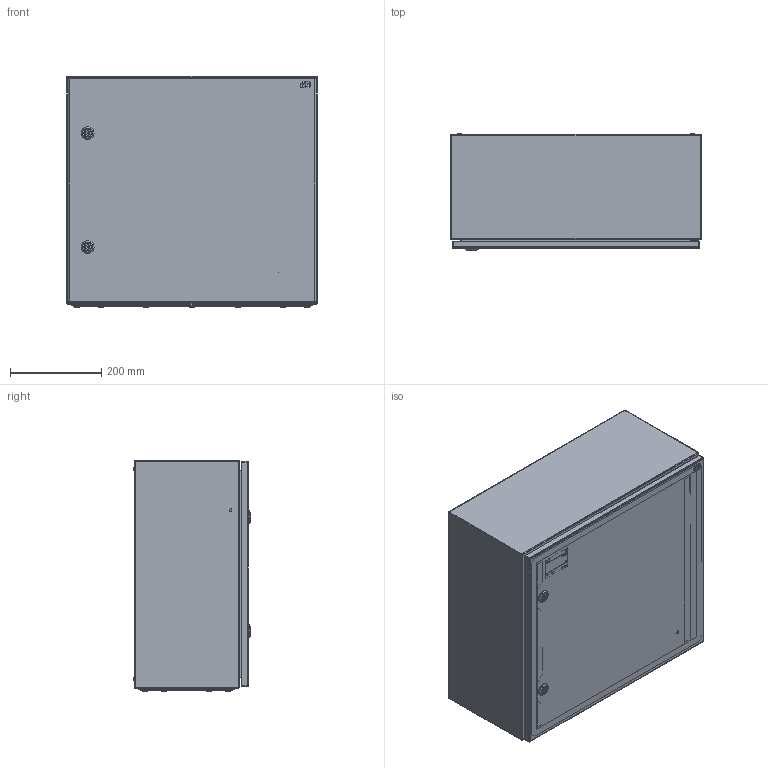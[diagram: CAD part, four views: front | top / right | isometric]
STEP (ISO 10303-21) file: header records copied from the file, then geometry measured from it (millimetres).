
FILE_DESCRIPTION((''),'2;1');
FILE_NAME('GT_50_55_25_ASM','2021-11-04T',('marketing.praksa'),('Audax d.o.o.'),'CREO PARAMETRIC BY PTC INC, 2017480','CREO PARAMETRIC BY PTC INC, 2017480','');
FILE_SCHEMA(('AUTOMOTIVE_DESIGN { 1 0 10303 214 1 1 1 1 }'));
Products named in the file (49): KOR_GT_50-55-25_1; PRZEPUST_1_2_3_4_5_1; ZAWIAS_1_2_3_4_5_1; TULEJA_1_2_3_4_5_1; PLYTA_1_2_3_4_5_1; NAKRETKA_M8_1_2_3_4_5_1; ZASLEPKA_10_7_1_2_3_4_5_1; DRZWI_1_2_3_4_5_6_7_8_9_10_1_1; DRZWI_1_2_3_4_5_6_7_8_9_10_2_1; ZAWIAS_3_ST47_002_ELEMENT-45304; ZAWIAS_3_ST47_002_ELEMENT-45305; DRZWI_1_2_3_4_5_6_7_8_9_10_3_1; DRZWI_1_2_3_4_5_6_7_8_9_10_4_1; DRZWI_1_2_3_4_5_6_7_8_9_10_5_1; 1_EB_1000-U6_H__KORPUS-45309_1; 1_EB_1000-U6_H__WK_ADKA-45310_1; 1_EB_1000-U6_H__SRUBA-45311_1; DRZWI_1_2_3_4_5_6_7_8_9_10_6_1; 1_EB_1000-U6_H__NAKR_TKA-45313_; DRZWI_1_2_3_4_5_6_7_8_9_10_7_1; 1_EB_1000-U6_H__KORPUS-45315_1; 1_EB_1000-U6_H__WK_ADKA-45316_1; 1_EB_1000-U6_H__SRUBA-45317_1; DRZWI_1_2_3_4_5_6_7_8_9_10_8_1; 1_EB_1000-U6_H__NAKR_TKA-45319_; DRZWI_1_2_3_4_5_6_7_8_9_10_9_1; DRZWI_1_2_3_4_5_6_7_8_9_10_10_1; DRZWI_1_2_3_4_5_6_7_8_9_10_11_1; ANSI_B27_7M_3CMI-4-45323_1; ANSI_B27_7M_3CMI-4-45324_1; DRZWI_1_2_3_4_5_6_7_8_9_10_13_1; ETI_LOGO_1_1_1_1_1_2_3_4_5_6_1; ETI_LOGO_2_1_1_1_1_2_3_4_5_6_1; ETI_LOGO_3_1_1_1_1_2_3_4_5_6_1; SCREWS_50-55-25_1_1; SCREWS_50-55-25_1_2; SCREWS_50-55-25_1_3; SCREWS_50-55-25_1_4; SCREWS_50-55-25_1_5; SCREWS_50-55-25_1_6 ...
Assembly tree (58 placements, depth 2):
  GT_50_55_25_ASM
    KOR_GT_50-55-25_1
    PRZEPUST_1_2_3_4_5_1
    ZAWIAS_1_2_3_4_5_1  x2
    TULEJA_1_2_3_4_5_1  x4
    PLYTA_1_2_3_4_5_1
    NAKRETKA_M8_1_2_3_4_5_1  x4
    ZASLEPKA_10_7_1_2_3_4_5_1  x4
    DRZWI_1_2_3_4_5_6_7_8_9_10_1_1
    DRZWI_1_2_3_4_5_6_7_8_9_10_2_1
    ZAWIAS_3_ST47_002_ELEMENT-45304
    ZAWIAS_3_ST47_002_ELEMENT-45305
    DRZWI_1_2_3_4_5_6_7_8_9_10_3_1
    DRZWI_1_2_3_4_5_6_7_8_9_10_4_1
    DRZWI_1_2_3_4_5_6_7_8_9_10_5_1
    1_EB_1000-U6_H__KORPUS-45309_1
    1_EB_1000-U6_H__WK_ADKA-45310_1
    1_EB_1000-U6_H__SRUBA-45311_1
    DRZWI_1_2_3_4_5_6_7_8_9_10_6_1
    1_EB_1000-U6_H__NAKR_TKA-45313_
    DRZWI_1_2_3_4_5_6_7_8_9_10_7_1
    1_EB_1000-U6_H__KORPUS-45315_1
    1_EB_1000-U6_H__WK_ADKA-45316_1
    1_EB_1000-U6_H__SRUBA-45317_1
    DRZWI_1_2_3_4_5_6_7_8_9_10_8_1
    1_EB_1000-U6_H__NAKR_TKA-45319_
    DRZWI_1_2_3_4_5_6_7_8_9_10_9_1
    DRZWI_1_2_3_4_5_6_7_8_9_10_10_1
    DRZWI_1_2_3_4_5_6_7_8_9_10_11_1
    ANSI_B27_7M_3CMI-4-45323_1
    ANSI_B27_7M_3CMI-4-45324_1
    DRZWI_1_2_3_4_5_6_7_8_9_10_13_1
    ETI_LOGO_1_1_1_1_1_2_3_4_5_6_1
    ETI_LOGO_2_1_1_1_1_2_3_4_5_6_1
    ETI_LOGO_3_1_1_1_1_2_3_4_5_6_1
    SCREWS_50-55-25_1_1
    SCREWS_50-55-25_1_2
    SCREWS_50-55-25_1_3
    SCREWS_50-55-25_1_4
    SCREWS_50-55-25_1_5
    SCREWS_50-55-25_1_6
    SCREWS_50-55-25_1_7
    SCREWS_50-55-25_1_8
    SCREWS_50-55-25_1_9
    SCREWS_50-55-25_1_10
    SCREWS_50-55-25_1_11
    SCREWS_50-55-25_1_12
    SCREWS_50-55-25_1_13
    SCREWS_50-55-25_1_14
Bounding box: 550 x 256.04 x 508.44 mm (x, y, z)
Volume: 2233066.6 mm3; surface area: 3010697.3 mm2
Topology: 58 solids, 58 shells, 3082 faces, 8438 edges, 5598 vertices
Faces by surface type: plane 1369, cylinder 1093, torus 188, cone 142, extrusion 136, bspline 94, sphere 60
Entity records: 113072 total; most frequent: CARTESIAN_POINT 22009, DIRECTION 13666, ORIENTED_EDGE 13352, PRESENTATION_STYLE_ASSIGNMENT 7231, STYLED_ITEM 7231, CURVE_STYLE 6676, EDGE_CURVE 6676, AXIS2_PLACEMENT_3D 5085
